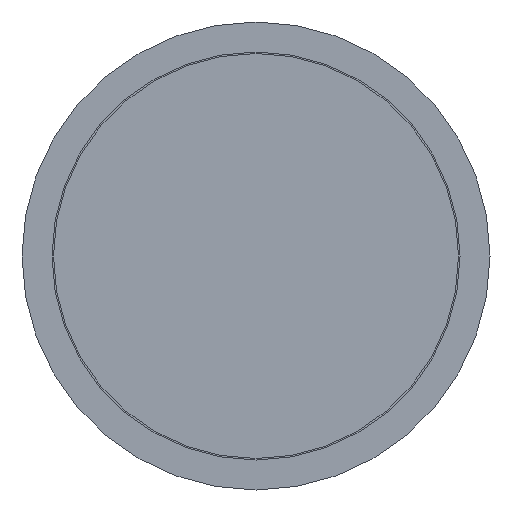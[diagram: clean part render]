
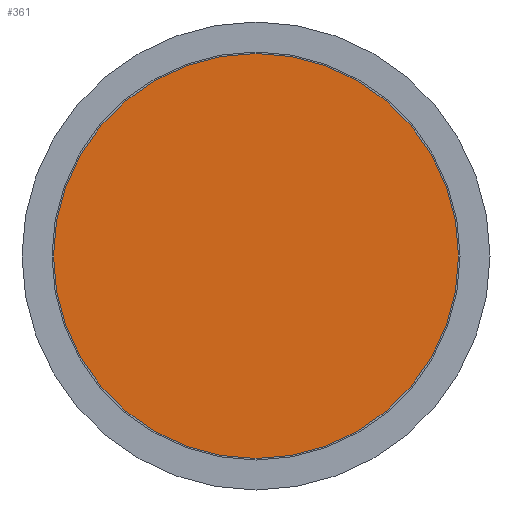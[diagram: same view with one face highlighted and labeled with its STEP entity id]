
A CAD part, front view. The second image highlights one B-rep face of the part: STEP entity #361.
In plain terms, the highlighted planar face has unit normal (0, -1, 0).
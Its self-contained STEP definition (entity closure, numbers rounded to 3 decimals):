
#47 = CARTESIAN_POINT ( 'NONE',  ( 0., 0., -33.75 ) ) ;
#111 = AXIS2_PLACEMENT_3D ( 'NONE', #231, #494, #500 ) ;
#114 = EDGE_LOOP ( 'NONE', ( #369 ) ) ;
#131 = VERTEX_POINT ( 'NONE', #47 ) ;
#182 = FACE_OUTER_BOUND ( 'NONE', #114, .T. ) ;
#231 = CARTESIAN_POINT ( 'NONE',  ( 0., 0., 0. ) ) ;
#250 = DIRECTION ( 'NONE',  ( 0., 1., 0. ) ) ;
#293 = CARTESIAN_POINT ( 'NONE',  ( -33.75, 0., 0. ) ) ;
#328 = DIRECTION ( 'NONE',  ( 0., 0., 1. ) ) ;
#342 = EDGE_CURVE ( 'NONE', #131, #131, #441, .T. ) ;
#357 = PLANE ( 'NONE',  #491 ) ;
#361 = ADVANCED_FACE ( 'NONE', ( #182 ), #357, .F. ) ;
#369 = ORIENTED_EDGE ( 'NONE', *, *, #342, .T. ) ;
#441 = CIRCLE ( 'NONE', #111, 33.75 ) ;
#491 = AXIS2_PLACEMENT_3D ( 'NONE', #293, #250, #328 ) ;
#494 = DIRECTION ( 'NONE',  ( 0., -1., 0. ) ) ;
#500 = DIRECTION ( 'NONE',  ( 0., 0., -1. ) ) ;
